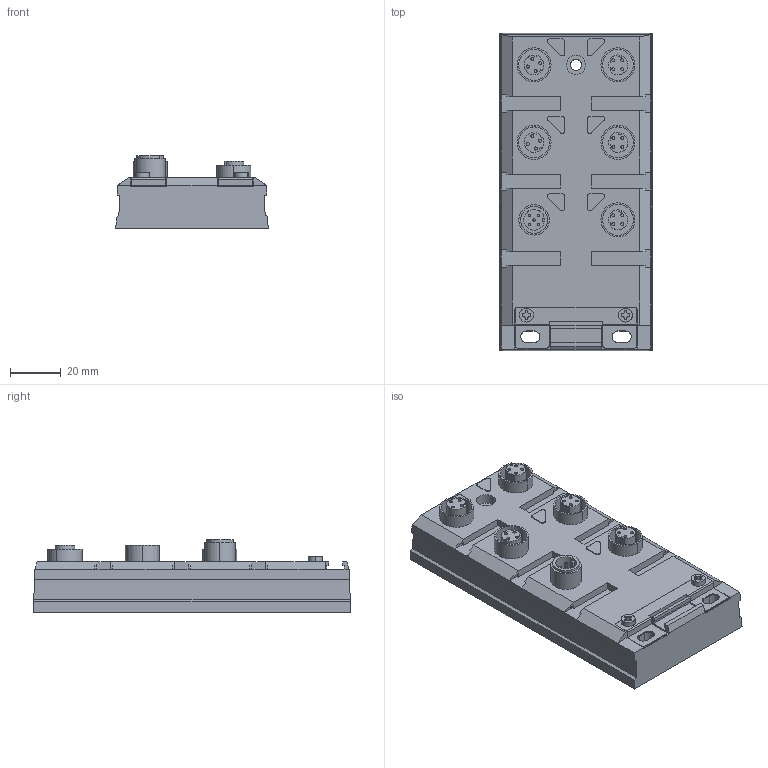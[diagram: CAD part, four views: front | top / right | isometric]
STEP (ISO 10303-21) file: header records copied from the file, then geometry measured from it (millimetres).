
FILE_DESCRIPTION(('CATIA V5R24 STEP','CAx-IF Rec.Pracs.--- Model Styling and Organization---1.2---2011-12-15'),'2;1');
FILE_NAME ('8926221_3_1504420000_S3D_IE_SW_IP67_IP67T_5M12.stp','2017-09-19T13:02:04+00:00',('none'),('Weidmueller'),'CATIA Version 5-6 Release 2014 SP4 HF52','CATIA V5 STEP AP214','none');
FILE_SCHEMA(('AUTOMOTIVE_DESIGN { 1 0 10303 214 1 1 1 1 }'));
Length unit declared in the file: millimetre
Products named in the file (1): 1504410000
Bounding box: 59.92 x 124.92 x 28.4 mm (x, y, z)
Volume: 138876.5 mm3; surface area: 33728.2 mm2
Topology: 25 solids, 25 shells, 513 faces, 1304 edges, 884 vertices
Faces by surface type: plane 308, cylinder 205
Entity records: 14596 total; most frequent: CARTESIAN_POINT 2612, ORIENTED_EDGE 2608, DIRECTION 1841, EDGE_CURVE 1268, VERTEX_POINT 848, VECTOR 821, LINE 821, AXIS2_PLACEMENT_3D 719
